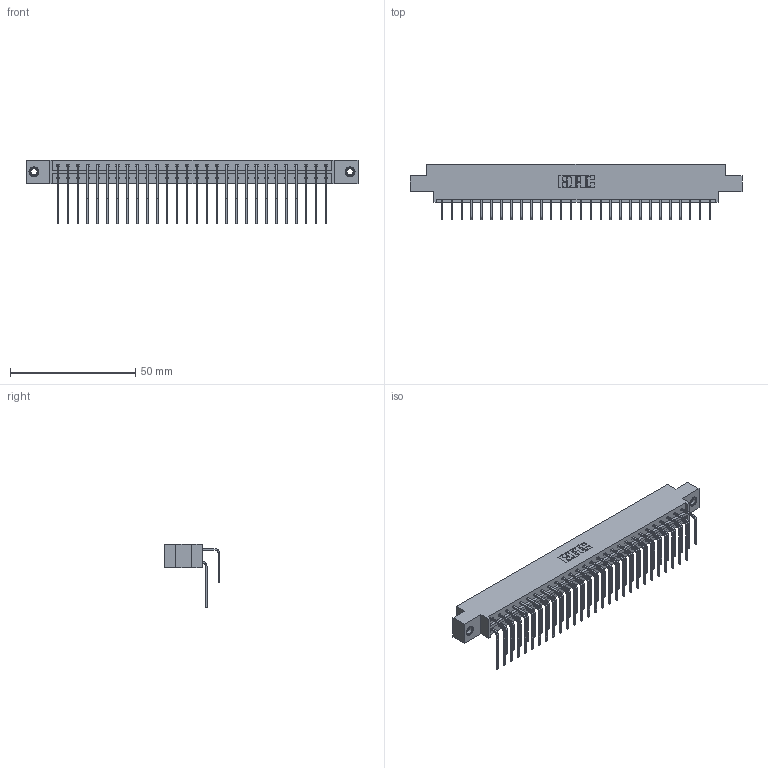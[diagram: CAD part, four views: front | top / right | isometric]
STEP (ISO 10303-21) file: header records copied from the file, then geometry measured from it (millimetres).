
FILE_DESCRIPTION (( 'STEP AP203' ), '1' );
FILE_NAME ('333-056-558-807.STEP', '2018-08-04T05:20:22', ( '' ), ( '' ), 'SwSTEP 2.0', 'SolidWorks 2016', '' );
FILE_SCHEMA (( 'CONFIG_CONTROL_DESIGN' ));
Length unit declared in the file: inch
Products named in the file (5): 333-056-558-807; 333 Part_Offset - .156 Dia - TI; 345-292-001_558 559 Tail - 1; 345-292-001_558 Tail - 2; 345-250-001_345-250-005-103
Assembly tree (59 placements, depth 2):
  333-056-558-807
    333 Part_Offset - .156 Dia - TI
    345-292-001_558 559 Tail - 1  x28
    345-292-001_558 Tail - 2  x28
    345-250-001_345-250-005-103  x2
Bounding box: 132.49 x 22.17 x 25.53 mm (x, y, z)
Volume: 13476.9 mm3; surface area: 17646.7 mm2
Topology: 59 solids, 59 shells, 3202 faces, 9475 edges, 6234 vertices
Faces by surface type: plane 2234, cylinder 952, cone 12, torus 4
Entity records: 22926 total; most frequent: CARTESIAN_POINT 3852, ORIENTED_EDGE 3730, DIRECTION 3327, EDGE_CURVE 1865, VECTOR 1677, LINE 1677, VERTEX_POINT 1236, AXIS2_PLACEMENT_3D 825
